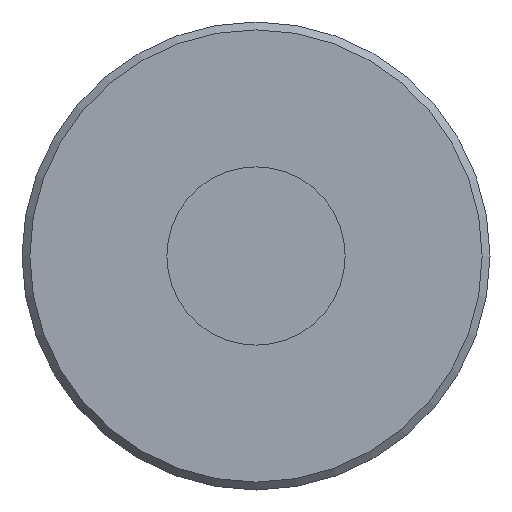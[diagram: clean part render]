
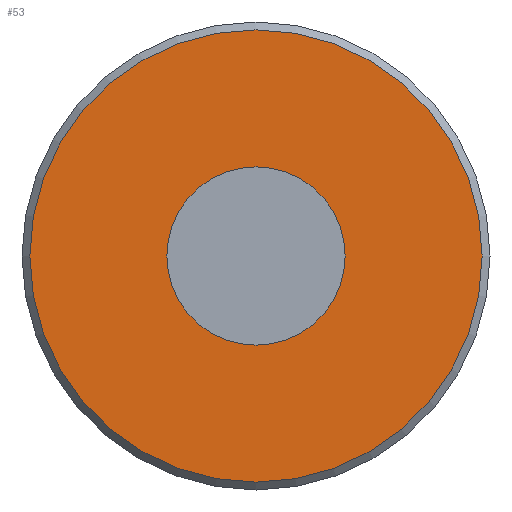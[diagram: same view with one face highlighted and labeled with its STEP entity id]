
A CAD part, front view. The second image highlights one B-rep face of the part: STEP entity #53.
In plain terms, the highlighted planar face has unit normal (0, -1, 0).
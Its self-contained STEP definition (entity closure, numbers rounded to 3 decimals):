
#53 = ADVANCED_FACE( '', ( #113, #114 ), #115, .F. );
#113 = FACE_BOUND( '', #179, .T. );
#114 = FACE_OUTER_BOUND( '', #180, .T. );
#115 = PLANE( '', #181 );
#179 = EDGE_LOOP( '', ( #253 ) );
#180 = EDGE_LOOP( '', ( #254 ) );
#181 = AXIS2_PLACEMENT_3D( '', #255, #256, #257 );
#253 = ORIENTED_EDGE( '', *, *, #317, .F. );
#254 = ORIENTED_EDGE( '', *, *, #318, .T. );
#255 = CARTESIAN_POINT( '', ( 10.146, -11., 0. ) );
#256 = DIRECTION( '', ( 0., 1., 0. ) );
#257 = DIRECTION( '', ( 0., 0., 1. ) );
#317 = EDGE_CURVE( '', #354, #354, #355, .T. );
#318 = EDGE_CURVE( '', #356, #356, #357, .T. );
#354 = VERTEX_POINT( '', #397 );
#355 = CIRCLE( '', #398, 4. );
#356 = VERTEX_POINT( '', #399 );
#357 = CIRCLE( '', #400, 10.146 );
#397 = CARTESIAN_POINT( '', ( 0., -11., -4. ) );
#398 = AXIS2_PLACEMENT_3D( '', #440, #441, #442 );
#399 = CARTESIAN_POINT( '', ( 0., -11., -10.146 ) );
#400 = AXIS2_PLACEMENT_3D( '', #443, #444, #445 );
#440 = CARTESIAN_POINT( '', ( 0., -11., 0. ) );
#441 = DIRECTION( '', ( 0., -1., 0. ) );
#442 = DIRECTION( '', ( 0., 0., -1. ) );
#443 = CARTESIAN_POINT( '', ( 0., -11., 0. ) );
#444 = DIRECTION( '', ( 0., -1., 0. ) );
#445 = DIRECTION( '', ( 0., 0., -1. ) );
